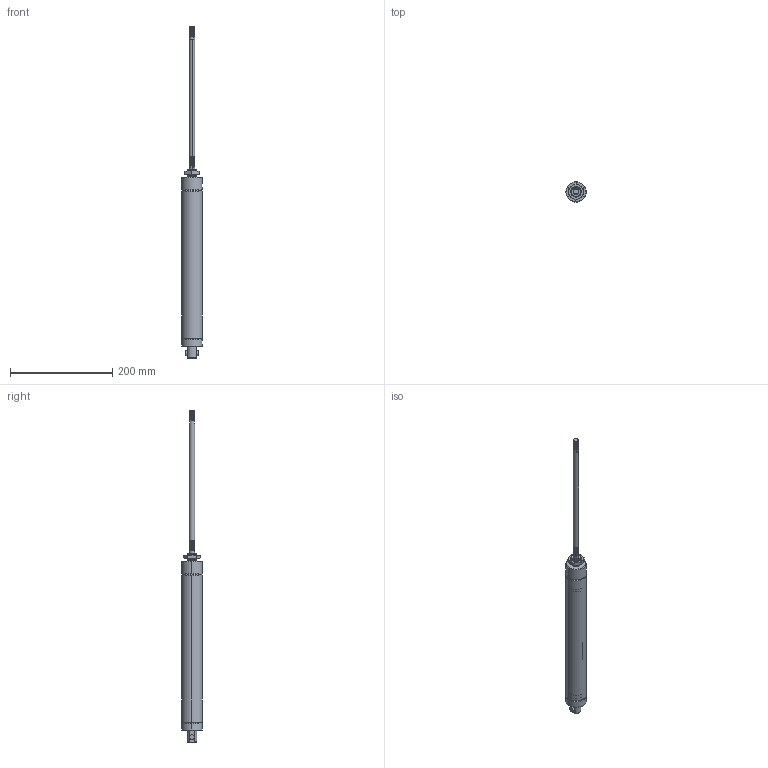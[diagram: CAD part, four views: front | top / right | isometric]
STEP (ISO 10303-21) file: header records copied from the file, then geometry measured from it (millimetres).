
FILE_DESCRIPTION (( 'STEP AP203' ), '1' );
FILE_NAME ('6498K681.step', '2011-01-03T13:47:52', ( 'jim' ), ( '' ), 'SwSTEP 2.0', 'SolidWorks 2007', '' );
FILE_SCHEMA (( 'CONFIG_CONTROL_DESIGN' ));
Length unit declared in the file: inch
Products named in the file (1): 6498K681
Bounding box: 39.62 x 39.62 x 647.95 mm (x, y, z)
Volume: 179379.7 mm3; surface area: 117348.7 mm2
Topology: 4 solids, 4 shells, 604 faces, 1330 edges, 744 vertices
Faces by surface type: cone 374, cylinder 188, plane 42
Entity records: 22587 total; most frequent: CARTESIAN_POINT 9708, DIRECTION 2686, ORIENTED_EDGE 2660, EDGE_CURVE 1330, AXIS2_PLACEMENT_3D 1075, VERTEX_POINT 744, EDGE_LOOP 618, ADVANCED_FACE 604
